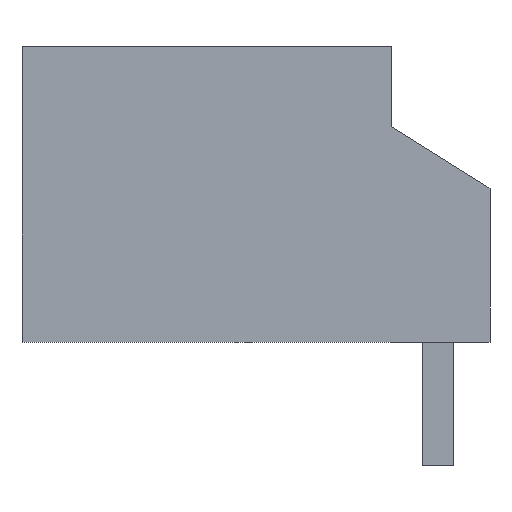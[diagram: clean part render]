
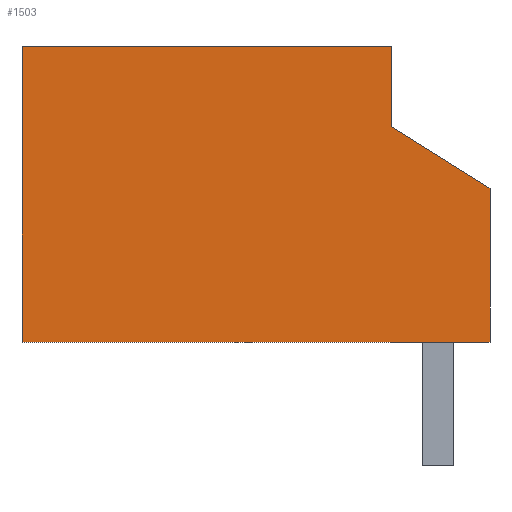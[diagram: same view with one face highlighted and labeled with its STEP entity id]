
A CAD part, left-side view. The second image highlights one B-rep face of the part: STEP entity #1503.
In plain terms, the highlighted planar face has unit normal (-1, 0, 0).
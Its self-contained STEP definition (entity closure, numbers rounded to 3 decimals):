
#83 = PLANE('',#84);
#84 = AXIS2_PLACEMENT_3D('',#85,#86,#87);
#85 = CARTESIAN_POINT('',(-2.95,0.75,0.1));
#86 = DIRECTION('',(0.,-1.,0.));
#87 = DIRECTION('',(1.,0.,0.));
#215 = PLANE('',#216);
#216 = AXIS2_PLACEMENT_3D('',#217,#218,#219);
#217 = CARTESIAN_POINT('',(-2.95,6.75,0.1));
#218 = DIRECTION('',(0.,0.,1.));
#219 = DIRECTION('',(1.,0.,0.));
#243 = PLANE('',#244);
#244 = AXIS2_PLACEMENT_3D('',#245,#246,#247);
#245 = CARTESIAN_POINT('',(-2.95,6.75,0.1));
#246 = DIRECTION('',(0.,-1.,0.));
#247 = DIRECTION('',(1.,0.,0.));
#269 = PLANE('',#270);
#270 = AXIS2_PLACEMENT_3D('',#271,#272,#273);
#271 = CARTESIAN_POINT('',(-2.95,6.75,4.9));
#272 = DIRECTION('',(0.,0.,-1.));
#273 = DIRECTION('',(-1.,0.,0.));
#287 = VERTEX_POINT('',#288);
#288 = CARTESIAN_POINT('',(-2.95,0.75,4.9));
#309 = EDGE_CURVE('',#310,#287,#312,.T.);
#310 = VERTEX_POINT('',#311);
#311 = CARTESIAN_POINT('',(-2.95,0.75,3.6));
#312 = SURFACE_CURVE('',#313,(#317,#324),.PCURVE_S1.);
#313 = LINE('',#314,#315);
#314 = CARTESIAN_POINT('',(-2.95,0.75,4.9));
#315 = VECTOR('',#316,1.);
#316 = DIRECTION('',(0.,0.,1.));
#317 = PCURVE('',#83,#318);
#318 = DEFINITIONAL_REPRESENTATION('',(#319),#323);
#319 = LINE('',#320,#321);
#320 = CARTESIAN_POINT('',(0.,4.8));
#321 = VECTOR('',#322,1.);
#322 = DIRECTION('',(0.,1.));
#323 = ( GEOMETRIC_REPRESENTATION_CONTEXT(2) 
PARAMETRIC_REPRESENTATION_CONTEXT() REPRESENTATION_CONTEXT('2D SPACE',''
  ) );
#324 = PCURVE('',#325,#330);
#325 = PLANE('',#326);
#326 = AXIS2_PLACEMENT_3D('',#327,#328,#329);
#327 = CARTESIAN_POINT('',(-2.95,6.75,4.9));
#328 = DIRECTION('',(1.,0.,0.));
#329 = DIRECTION('',(0.,1.,0.));
#330 = DEFINITIONAL_REPRESENTATION('',(#331),#335);
#331 = LINE('',#332,#333);
#332 = CARTESIAN_POINT('',(-6.,0.));
#333 = VECTOR('',#334,1.);
#334 = DIRECTION('',(0.,1.));
#335 = ( GEOMETRIC_REPRESENTATION_CONTEXT(2) 
PARAMETRIC_REPRESENTATION_CONTEXT() REPRESENTATION_CONTEXT('2D SPACE',''
  ) );
#353 = PLANE('',#354);
#354 = AXIS2_PLACEMENT_3D('',#355,#356,#357);
#355 = CARTESIAN_POINT('',(-2.442,0.75,3.6));
#356 = DIRECTION('',(0.,-0.53,0.848)
  );
#357 = DIRECTION('',(0.,0.848,0.53));
#808 = VERTEX_POINT('',#809);
#809 = CARTESIAN_POINT('',(-2.95,-0.85,0.1));
#823 = PLANE('',#824);
#824 = AXIS2_PLACEMENT_3D('',#825,#826,#827);
#825 = CARTESIAN_POINT('',(-2.442,-0.85,2.6));
#826 = DIRECTION('',(0.,-1.,0.));
#827 = DIRECTION('',(0.,0.,1.));
#835 = EDGE_CURVE('',#836,#808,#838,.T.);
#836 = VERTEX_POINT('',#837);
#837 = CARTESIAN_POINT('',(-2.95,6.75,0.1));
#838 = SURFACE_CURVE('',#839,(#843,#850),.PCURVE_S1.);
#839 = LINE('',#840,#841);
#840 = CARTESIAN_POINT('',(-2.95,6.75,0.1));
#841 = VECTOR('',#842,1.);
#842 = DIRECTION('',(0.,-1.,0.));
#843 = PCURVE('',#215,#844);
#844 = DEFINITIONAL_REPRESENTATION('',(#845),#849);
#845 = LINE('',#846,#847);
#846 = CARTESIAN_POINT('',(0.,0.));
#847 = VECTOR('',#848,1.);
#848 = DIRECTION('',(0.,-1.));
#849 = ( GEOMETRIC_REPRESENTATION_CONTEXT(2) 
PARAMETRIC_REPRESENTATION_CONTEXT() REPRESENTATION_CONTEXT('2D SPACE',''
  ) );
#850 = PCURVE('',#325,#851);
#851 = DEFINITIONAL_REPRESENTATION('',(#852),#856);
#852 = LINE('',#853,#854);
#853 = CARTESIAN_POINT('',(0.,-4.8));
#854 = VECTOR('',#855,1.);
#855 = DIRECTION('',(-1.,0.));
#856 = ( GEOMETRIC_REPRESENTATION_CONTEXT(2) 
PARAMETRIC_REPRESENTATION_CONTEXT() REPRESENTATION_CONTEXT('2D SPACE',''
  ) );
#1103 = EDGE_CURVE('',#836,#1104,#1106,.T.);
#1104 = VERTEX_POINT('',#1105);
#1105 = CARTESIAN_POINT('',(-2.95,6.75,4.9));
#1106 = SURFACE_CURVE('',#1107,(#1111,#1118),.PCURVE_S1.);
#1107 = LINE('',#1108,#1109);
#1108 = CARTESIAN_POINT('',(-2.95,6.75,4.9));
#1109 = VECTOR('',#1110,1.);
#1110 = DIRECTION('',(0.,0.,1.));
#1111 = PCURVE('',#243,#1112);
#1112 = DEFINITIONAL_REPRESENTATION('',(#1113),#1117);
#1113 = LINE('',#1114,#1115);
#1114 = CARTESIAN_POINT('',(0.,4.8));
#1115 = VECTOR('',#1116,1.);
#1116 = DIRECTION('',(0.,1.));
#1117 = ( GEOMETRIC_REPRESENTATION_CONTEXT(2) 
PARAMETRIC_REPRESENTATION_CONTEXT() REPRESENTATION_CONTEXT('2D SPACE',''
  ) );
#1118 = PCURVE('',#325,#1119);
#1119 = DEFINITIONAL_REPRESENTATION('',(#1120),#1124);
#1120 = LINE('',#1121,#1122);
#1121 = CARTESIAN_POINT('',(0.,0.));
#1122 = VECTOR('',#1123,1.);
#1123 = DIRECTION('',(0.,1.));
#1124 = ( GEOMETRIC_REPRESENTATION_CONTEXT(2) 
PARAMETRIC_REPRESENTATION_CONTEXT() REPRESENTATION_CONTEXT('2D SPACE',''
  ) );
#1283 = EDGE_CURVE('',#1104,#287,#1284,.T.);
#1284 = SURFACE_CURVE('',#1285,(#1289,#1296),.PCURVE_S1.);
#1285 = LINE('',#1286,#1287);
#1286 = CARTESIAN_POINT('',(-2.95,6.75,4.9));
#1287 = VECTOR('',#1288,1.);
#1288 = DIRECTION('',(0.,-1.,0.));
#1289 = PCURVE('',#269,#1290);
#1290 = DEFINITIONAL_REPRESENTATION('',(#1291),#1295);
#1291 = LINE('',#1292,#1293);
#1292 = CARTESIAN_POINT('',(0.,0.));
#1293 = VECTOR('',#1294,1.);
#1294 = DIRECTION('',(0.,-1.));
#1295 = ( GEOMETRIC_REPRESENTATION_CONTEXT(2) 
PARAMETRIC_REPRESENTATION_CONTEXT() REPRESENTATION_CONTEXT('2D SPACE',''
  ) );
#1296 = PCURVE('',#325,#1297);
#1297 = DEFINITIONAL_REPRESENTATION('',(#1298),#1302);
#1298 = LINE('',#1299,#1300);
#1299 = CARTESIAN_POINT('',(0.,0.));
#1300 = VECTOR('',#1301,1.);
#1301 = DIRECTION('',(-1.,0.));
#1302 = ( GEOMETRIC_REPRESENTATION_CONTEXT(2) 
PARAMETRIC_REPRESENTATION_CONTEXT() REPRESENTATION_CONTEXT('2D SPACE',''
  ) );
#1503 = ADVANCED_FACE('',(#1504),#325,.F.);
#1504 = FACE_BOUND('',#1505,.T.);
#1505 = EDGE_LOOP('',(#1506,#1507,#1530,#1551,#1552,#1553));
#1506 = ORIENTED_EDGE('',*,*,#835,.T.);
#1507 = ORIENTED_EDGE('',*,*,#1508,.T.);
#1508 = EDGE_CURVE('',#808,#1509,#1511,.T.);
#1509 = VERTEX_POINT('',#1510);
#1510 = CARTESIAN_POINT('',(-2.95,-0.85,2.6));
#1511 = SURFACE_CURVE('',#1512,(#1516,#1523),.PCURVE_S1.);
#1512 = LINE('',#1513,#1514);
#1513 = CARTESIAN_POINT('',(-2.95,-0.85,2.6));
#1514 = VECTOR('',#1515,1.);
#1515 = DIRECTION('',(0.,0.,1.));
#1516 = PCURVE('',#325,#1517);
#1517 = DEFINITIONAL_REPRESENTATION('',(#1518),#1522);
#1518 = LINE('',#1519,#1520);
#1519 = CARTESIAN_POINT('',(-7.6,-2.3));
#1520 = VECTOR('',#1521,1.);
#1521 = DIRECTION('',(0.,1.));
#1522 = ( GEOMETRIC_REPRESENTATION_CONTEXT(2) 
PARAMETRIC_REPRESENTATION_CONTEXT() REPRESENTATION_CONTEXT('2D SPACE',''
  ) );
#1523 = PCURVE('',#823,#1524);
#1524 = DEFINITIONAL_REPRESENTATION('',(#1525),#1529);
#1525 = LINE('',#1526,#1527);
#1526 = CARTESIAN_POINT('',(0.,0.508));
#1527 = VECTOR('',#1528,1.);
#1528 = DIRECTION('',(1.,0.));
#1529 = ( GEOMETRIC_REPRESENTATION_CONTEXT(2) 
PARAMETRIC_REPRESENTATION_CONTEXT() REPRESENTATION_CONTEXT('2D SPACE',''
  ) );
#1530 = ORIENTED_EDGE('',*,*,#1531,.T.);
#1531 = EDGE_CURVE('',#1509,#310,#1532,.T.);
#1532 = SURFACE_CURVE('',#1533,(#1537,#1544),.PCURVE_S1.);
#1533 = LINE('',#1534,#1535);
#1534 = CARTESIAN_POINT('',(-2.95,0.75,3.6));
#1535 = VECTOR('',#1536,1.);
#1536 = DIRECTION('',(0.,0.848,0.53)
  );
#1537 = PCURVE('',#325,#1538);
#1538 = DEFINITIONAL_REPRESENTATION('',(#1539),#1543);
#1539 = LINE('',#1540,#1541);
#1540 = CARTESIAN_POINT('',(-6.,-1.3));
#1541 = VECTOR('',#1542,1.);
#1542 = DIRECTION('',(0.848,0.53));
#1543 = ( GEOMETRIC_REPRESENTATION_CONTEXT(2) 
PARAMETRIC_REPRESENTATION_CONTEXT() REPRESENTATION_CONTEXT('2D SPACE',''
  ) );
#1544 = PCURVE('',#353,#1545);
#1545 = DEFINITIONAL_REPRESENTATION('',(#1546),#1550);
#1546 = LINE('',#1547,#1548);
#1547 = CARTESIAN_POINT('',(0.,0.508));
#1548 = VECTOR('',#1549,1.);
#1549 = DIRECTION('',(1.,0.));
#1550 = ( GEOMETRIC_REPRESENTATION_CONTEXT(2) 
PARAMETRIC_REPRESENTATION_CONTEXT() REPRESENTATION_CONTEXT('2D SPACE',''
  ) );
#1551 = ORIENTED_EDGE('',*,*,#309,.T.);
#1552 = ORIENTED_EDGE('',*,*,#1283,.F.);
#1553 = ORIENTED_EDGE('',*,*,#1103,.F.);
